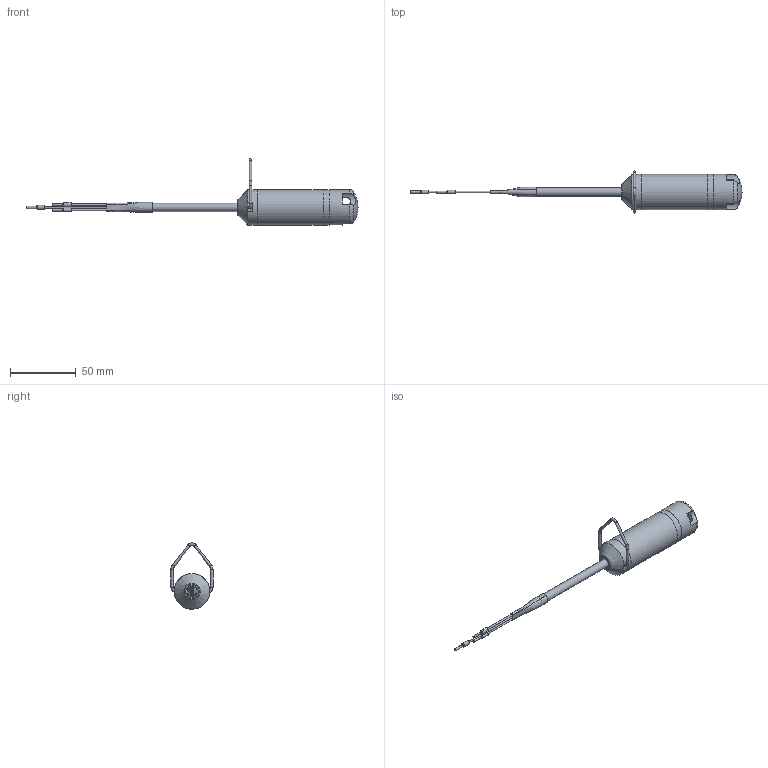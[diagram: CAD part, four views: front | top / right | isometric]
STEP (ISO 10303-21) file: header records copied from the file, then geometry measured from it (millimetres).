
FILE_DESCRIPTION(('STEP AP214'), '1');
FILE_NAME('弝謹.406233', '', ('UNSPECIFIED'), ('UNSPECIFIED'), 'ASCON STEP Converter 1.6', 'ASCON Math Kernel', '');
FILE_SCHEMA(('AUTOMOTIVE_DESIGN { 1 0 10303 214 3 1 1}'));
Length unit declared in the file: millimetre
Products named in the file (19): ﾊﾓﾂﾔ.301152.320.1198-ﾕﾑﾁ; 栫艚闉 Jumo; 弝謹.715141.430.2146; 弝謹.301152.320.1249-L捘; 弝謹.713568.430.2316; Ìàíæåòà1-14õ6; 009-013-25 襞旂 9833; 弝謹.711141.430.2321; 弝謹.711211.430.2318; Molex 120209-5041 cable 4x0.25+PA-tube D6.3; HB-4 0.75 æåëò-çåë; DN00708 white; Ô-4Ä 0,8õ0,2 ÃÎÑÒ 22056-76; DN00708
Assembly tree (19 placements, depth 4):
  (unnamed)
    ﾊﾓﾂﾔ.301152.320.1198-ﾕﾑﾁ
      (unnamed)
        (unnamed)
        栫艚闉 Jumo
    弝謹.715141.430.2146
    弝謹.301152.320.1249-L捘
      弝謹.713568.430.2316
      Ìàíæåòà1-14õ6
      009-013-25 襞旂 9833
      弝謹.711141.430.2321
      弝謹.711211.430.2318
      Molex 120209-5041 cable 4x0.25+PA-tube D6.3
      HB-4 0.75 æåëò-çåë
      DN00708 white  x2
      Ô-4Ä 0,8õ0,2 ÃÎÑÒ 22056-76
      DN00708
    (unnamed)
    (unnamed)
Bounding box: 252.3 x 32 x 50.41 mm (x, y, z)
Volume: 30206.2 mm3; surface area: 28200.2 mm2
Topology: 16 solids, 16 shells, 308 faces, 938 edges, 726 vertices
Faces by surface type: cylinder 103, plane 100, cone 49, torus 46, bspline 8, sphere 2
Full cylindrical faces by diameter (mm): 0.4 x7, 0.6 x1, 0.7 x7, 0.9 x2, 1.2 x4, 1.3 x8, 1.4 x1, 1.5 x3, 1.7 x1, 2 x8, 2.4 x2, 2.5 x4, 2.6 x1, 2.8 x2, 3 x1, 6.3 x3, 6.5 x2, 8.8 x1, 9.2 x1, 13.6 x2, 13.9 x2, 16 x1, 16.9 x1, 16.917 x1, 17.4 x1, 17.8 x1, 18 x1, 18.5 x1, 18.9 x2, 19 x1
Entity records: 50564 total; most frequent: CARTESIAN_POINT 39133, DIRECTION 1492, ORIENTED_EDGE 1046, AXIS2_PLACEMENT_3D 710, EDGE_LOOP 535, EDGE_CURVE 523, COLOUR_RGB 480, PRESENTATION_STYLE_ASSIGNMENT 480
